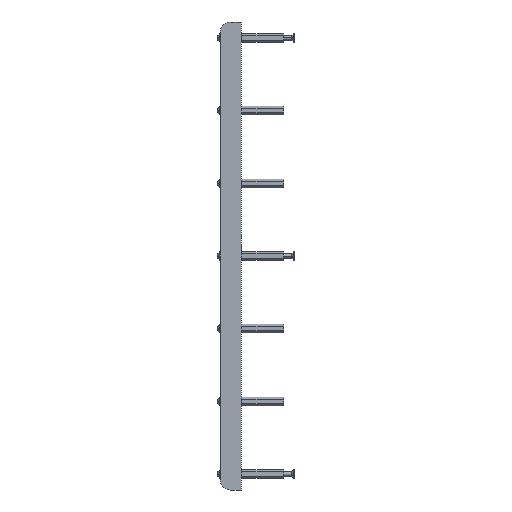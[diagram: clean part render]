
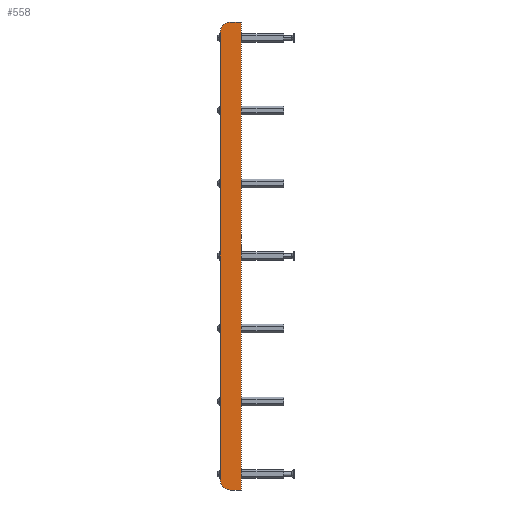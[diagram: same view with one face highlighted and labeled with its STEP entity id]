
A CAD part, left-side view. The second image highlights one B-rep face of the part: STEP entity #558.
In plain terms, the highlighted planar face has unit normal (-1, 0, 0).
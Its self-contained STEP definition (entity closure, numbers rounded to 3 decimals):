
#80 = EDGE_LOOP ( 'NONE', ( #3321, #1014, #1649, #873, #2802, #3318 ) ) ;
#145 = CARTESIAN_POINT ( 'NONE',  ( -5., 0., -210. ) ) ;
#160 = DIRECTION ( 'NONE',  ( 0., 0., -1. ) ) ;
#230 = VERTEX_POINT ( 'NONE', #1820 ) ;
#265 = CARTESIAN_POINT ( 'NONE',  ( -5., -10., 220. ) ) ;
#481 = DIRECTION ( 'NONE',  ( -1., 0., 0. ) ) ;
#558 = ADVANCED_FACE ( 'NONE', ( #3645 ), #3380, .F. ) ;
#835 = CARTESIAN_POINT ( 'NONE',  ( -5., 0., -220. ) ) ;
#847 = DIRECTION ( 'NONE',  ( 0., 0., -1. ) ) ;
#873 = ORIENTED_EDGE ( 'NONE', *, *, #1806, .F. ) ;
#916 = VECTOR ( 'NONE', #847, 1000. ) ;
#980 = LINE ( 'NONE', #2041, #3302 ) ;
#1014 = ORIENTED_EDGE ( 'NONE', *, *, #1634, .T. ) ;
#1098 = LINE ( 'NONE', #3771, #916 ) ;
#1115 = CIRCLE ( 'NONE', #1274, 10. ) ;
#1119 = CARTESIAN_POINT ( 'NONE',  ( -5., -10., 220. ) ) ;
#1142 = VERTEX_POINT ( 'NONE', #2264 ) ;
#1274 = AXIS2_PLACEMENT_3D ( 'NONE', #145, #481, #2276 ) ;
#1300 = VECTOR ( 'NONE', #2055, 1000. ) ;
#1450 = CARTESIAN_POINT ( 'NONE',  ( -5., 0., 220. ) ) ;
#1537 = CARTESIAN_POINT ( 'NONE',  ( -5., 10., -210. ) ) ;
#1634 = EDGE_CURVE ( 'NONE', #2027, #2906, #1115, .T. ) ;
#1649 = ORIENTED_EDGE ( 'NONE', *, *, #2395, .T. ) ;
#1676 = VECTOR ( 'NONE', #2540, 1000. ) ;
#1758 = DIRECTION ( 'NONE',  ( 0., -1., 0. ) ) ;
#1806 = EDGE_CURVE ( 'NONE', #3778, #230, #3299, .T. ) ;
#1814 = VERTEX_POINT ( 'NONE', #1450 ) ;
#1820 = CARTESIAN_POINT ( 'NONE',  ( -5., -10., -220. ) ) ;
#1845 = EDGE_CURVE ( 'NONE', #1142, #2027, #1098, .T. ) ;
#2027 = VERTEX_POINT ( 'NONE', #1537 ) ;
#2041 = CARTESIAN_POINT ( 'NONE',  ( -5., -10., -220. ) ) ;
#2055 = DIRECTION ( 'NONE',  ( 0., 0., -1. ) ) ;
#2174 = AXIS2_PLACEMENT_3D ( 'NONE', #3621, #2464, #3579 ) ;
#2183 = EDGE_CURVE ( 'NONE', #1814, #3778, #2190, .T. ) ;
#2190 = LINE ( 'NONE', #2582, #1676 ) ;
#2264 = CARTESIAN_POINT ( 'NONE',  ( -5., 10., 210. ) ) ;
#2276 = DIRECTION ( 'NONE',  ( 0., 0., -1. ) ) ;
#2283 = CIRCLE ( 'NONE', #2174, 10. ) ;
#2395 = EDGE_CURVE ( 'NONE', #2906, #230, #980, .T. ) ;
#2442 = EDGE_CURVE ( 'NONE', #1814, #1142, #2283, .T. ) ;
#2464 = DIRECTION ( 'NONE',  ( -1., 0., 0. ) ) ;
#2540 = DIRECTION ( 'NONE',  ( 0., -1., 0. ) ) ;
#2582 = CARTESIAN_POINT ( 'NONE',  ( -5., -10., 220. ) ) ;
#2802 = ORIENTED_EDGE ( 'NONE', *, *, #2183, .F. ) ;
#2906 = VERTEX_POINT ( 'NONE', #835 ) ;
#3033 = AXIS2_PLACEMENT_3D ( 'NONE', #3660, #3420, #160 ) ;
#3299 = LINE ( 'NONE', #1119, #1300 ) ;
#3302 = VECTOR ( 'NONE', #1758, 1000. ) ;
#3318 = ORIENTED_EDGE ( 'NONE', *, *, #2442, .T. ) ;
#3321 = ORIENTED_EDGE ( 'NONE', *, *, #1845, .T. ) ;
#3380 = PLANE ( 'NONE',  #3033 ) ;
#3420 = DIRECTION ( 'NONE',  ( 1., 0., 0. ) ) ;
#3579 = DIRECTION ( 'NONE',  ( 0., 0., -1. ) ) ;
#3621 = CARTESIAN_POINT ( 'NONE',  ( -5., 0., 210. ) ) ;
#3645 = FACE_OUTER_BOUND ( 'NONE', #80, .T. ) ;
#3660 = CARTESIAN_POINT ( 'NONE',  ( -5., -10., 220. ) ) ;
#3771 = CARTESIAN_POINT ( 'NONE',  ( -5., 10., 220. ) ) ;
#3778 = VERTEX_POINT ( 'NONE', #265 ) ;
